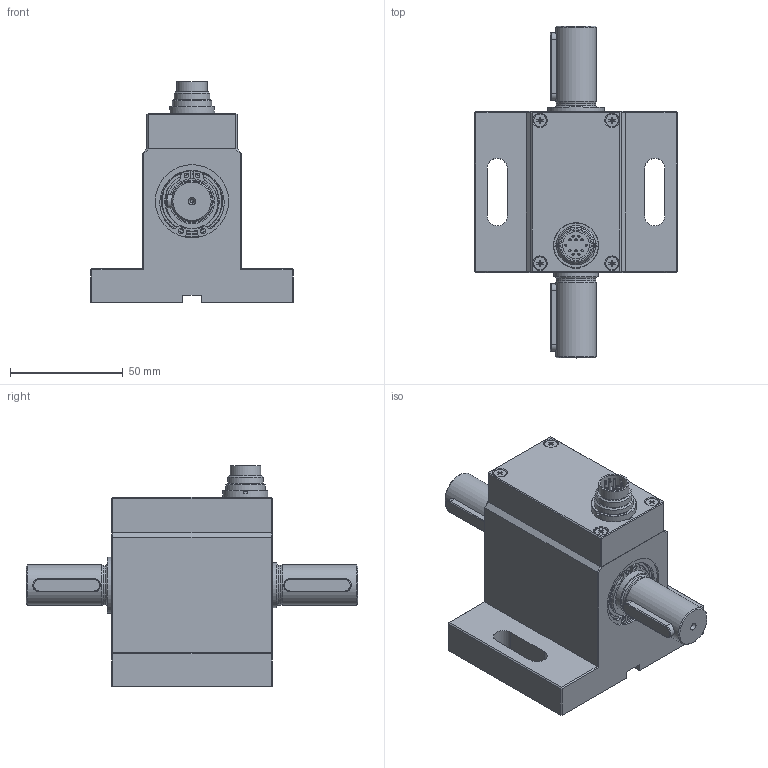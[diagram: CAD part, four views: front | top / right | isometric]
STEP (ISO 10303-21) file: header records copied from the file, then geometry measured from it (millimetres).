
FILE_DESCRIPTION( ( 'Unknown' ), '1' );
FILE_NAME( '2212-Z05_DOC-00103753.stp', 'Unknown', ( 'Unknown' ), ( 'Unknown' ), 'PSStep 17.0.49', 'Unknown', ' ' );
FILE_SCHEMA( ( 'AUTOMOTIVE_DESIGN { 1 0 10303 214 1 1 1 1 }' ) );
Length unit declared in the file: millimetre
Products named in the file (28): 2212-b01_doc-00048945-oa1; 2212-001_doc-00028048; Sicherungsring DIN 472-32x1,2-T1-oa0; INA-20x32x7-61804 2Z; 2177-B02_Welle_DOC-00070054; Sicherungsring DIN 471-25x1,2-T1; Sicherungsring DIN 471-20x1,2-T1; 2177-010_Welle_DOC-00070059; Paßfeder A6x6x30 DIN 6885_DOC-00070061; Paßfeder A6x6x30 DIN 6885_DOC-00070061-oa5; DOC-00081541; 2155-b05_doc-00037926; 2155-003_doc-00028061; Senkschraube DIN 965-M3x20-H; Senkschraube DIN 965-M3x20-H-oa2; Senkschraube DIN 965-M3x20-H-oa3; Senkschraube DIN 965-M3x20-H-oa4; Assem1; flanschstecker 12-polig serie 723; mutter_09-0323-89-06_DOC-00067592
Assembly tree (27 placements, depth 3):
  Assem1
    flanschstecker 12-polig serie 723
    mutter_09-0323-89-06_DOC-00067592
    2212-b01_doc-00048945-oa1
      2212-001_doc-00028048
      Sicherungsring DIN 472-32x1,2-T1-oa0
      INA-20x32x7-61804 2Z
      INA-20x32x7-61804 2Z
      INA-20x32x7-61804 2Z
      INA-20x32x7-61804 2Z
      INA-20x32x7-61804 2Z
    2155-b05_doc-00037926
      2155-003_doc-00028061
      Senkschraube DIN 965-M3x20-H
      Senkschraube DIN 965-M3x20-H-oa2
      Senkschraube DIN 965-M3x20-H-oa3
      Senkschraube DIN 965-M3x20-H-oa4
    2177-B02_Welle_DOC-00070054
      Sicherungsring DIN 471-25x1,2-T1
      Sicherungsring DIN 471-20x1,2-T1
      2177-010_Welle_DOC-00070059
      Paßfeder A6x6x30 DIN 6885_DOC-00070061
      Paßfeder A6x6x30 DIN 6885_DOC-00070061-oa5
      DOC-00081541
      DOC-00081541
      DOC-00081541
      DOC-00081541
      DOC-00081541
Bounding box: 90 x 147.5 x 98.2 mm (x, y, z)
Volume: 278674 mm3; surface area: 77670.5 mm2
Topology: 24 solids, 26 shells, 484 faces, 1047 edges, 676 vertices
Faces by surface type: plane 252, cylinder 166, cone 36, torus 30
Full cylindrical faces by diameter (mm): 1 x24, 1.6 x2, 2 x4, 2.387 x4, 2.5 x2, 3 x4, 3.242 x2, 3.4 x4, 5.6 x4, 12 x1, 13.5 x1, 15 x1, 15.875 x1, 17.188 x1, 17.4 x1, 17.462 x1, 17.6 x1, 17.8 x1, 18 x2, 19 x1, 20 x5, 22 x1, 23.9 x3, 24.1 x2, 24.2 x2, 25 x3, 28.5 x2, 28.7 x2, 28.8 x2, 28.9 x2
Entity records: 16448 total; most frequent: DIRECTION 2236, CARTESIAN_POINT 2103, ORIENTED_EDGE 1656, AXIS2_PLACEMENT_3D 901, EDGE_CURVE 828, EDGE_LOOP 756, VERTEX_POINT 632, FACE_OUTER_BOUND 607
